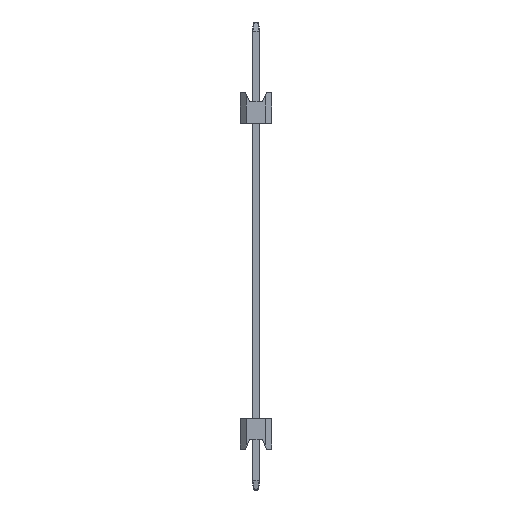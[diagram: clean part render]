
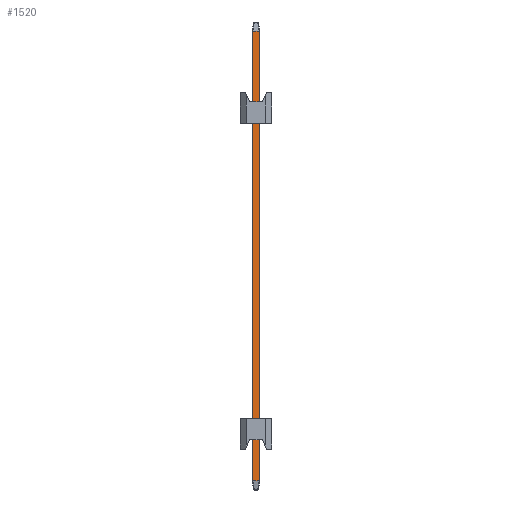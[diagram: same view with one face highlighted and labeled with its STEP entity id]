
A CAD part, left-side view. The second image highlights one B-rep face of the part: STEP entity #1520.
In plain terms, the highlighted planar face has unit normal (-1, 0, 0).
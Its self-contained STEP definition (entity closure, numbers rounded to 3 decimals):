
#450=FACE_OUTER_BOUND('',#514,.T.);
#514=EDGE_LOOP('',(#1259,#1260,#1261,#1262,#1263,#1264,#1265,#1266));
#565=LINE('',#2310,#721);
#574=LINE('',#2328,#730);
#604=LINE('',#2383,#760);
#617=LINE('',#2410,#773);
#620=LINE('',#2416,#776);
#623=LINE('',#2422,#779);
#639=LINE('',#2449,#795);
#640=LINE('',#2451,#796);
#721=VECTOR('',#1812,10.);
#730=VECTOR('',#1825,10.);
#760=VECTOR('',#1875,10.);
#773=VECTOR('',#1896,10.);
#776=VECTOR('',#1901,10.);
#779=VECTOR('',#1906,10.);
#795=VECTOR('',#1940,10.);
#796=VECTOR('',#1943,10.);
#875=VERTEX_POINT('',#2308);
#876=VERTEX_POINT('',#2309);
#883=VERTEX_POINT('',#2326);
#897=VERTEX_POINT('',#2378);
#905=VERTEX_POINT('',#2402);
#908=VERTEX_POINT('',#2408);
#910=VERTEX_POINT('',#2414);
#912=VERTEX_POINT('',#2420);
#973=EDGE_CURVE('',#875,#876,#565,.T.);
#982=EDGE_CURVE('',#883,#875,#574,.T.);
#1012=EDGE_CURVE('',#876,#897,#604,.T.);
#1025=EDGE_CURVE('',#908,#905,#617,.T.);
#1028=EDGE_CURVE('',#910,#908,#620,.T.);
#1031=EDGE_CURVE('',#912,#910,#623,.T.);
#1047=EDGE_CURVE('',#905,#883,#639,.T.);
#1048=EDGE_CURVE('',#897,#912,#640,.T.);
#1259=ORIENTED_EDGE('',*,*,#1012,.F.);
#1260=ORIENTED_EDGE('',*,*,#973,.F.);
#1261=ORIENTED_EDGE('',*,*,#982,.F.);
#1262=ORIENTED_EDGE('',*,*,#1047,.F.);
#1263=ORIENTED_EDGE('',*,*,#1025,.F.);
#1264=ORIENTED_EDGE('',*,*,#1028,.F.);
#1265=ORIENTED_EDGE('',*,*,#1031,.F.);
#1266=ORIENTED_EDGE('',*,*,#1048,.F.);
#1456=PLANE('',#1647);
#1520=ADVANCED_FACE('',(#450),#1456,.T.);
#1647=AXIS2_PLACEMENT_3D('',#2450,#1941,#1942);
#1812=DIRECTION('',(0.,0.,-1.));
#1825=DIRECTION('',(0.,-0.371,-0.928));
#1875=DIRECTION('',(0.,0.371,-0.928));
#1896=DIRECTION('',(0.,-0.371,0.928));
#1901=DIRECTION('',(0.,0.,1.));
#1906=DIRECTION('',(0.,0.371,0.928));
#1940=DIRECTION('',(0.,-1.,0.));
#1941=DIRECTION('center_axis',(-1.,0.,0.));
#1942=DIRECTION('ref_axis',(0.,-1.,0.));
#1943=DIRECTION('',(0.,1.,0.));
#2308=CARTESIAN_POINT('',(-0.32,-0.27,33.748));
#2309=CARTESIAN_POINT('',(-0.32,-0.27,-2.548));
#2310=CARTESIAN_POINT('',(-0.32,-0.27,0.));
#2326=CARTESIAN_POINT('',(-0.32,-0.269,33.75));
#2328=CARTESIAN_POINT('',(-0.32,-5.973,19.491));
#2378=CARTESIAN_POINT('',(-0.32,-0.269,-2.55));
#2383=CARTESIAN_POINT('',(-0.32,-0.593,-1.739));
#2402=CARTESIAN_POINT('',(-0.32,0.269,33.75));
#2408=CARTESIAN_POINT('',(-0.32,0.27,33.748));
#2410=CARTESIAN_POINT('',(-0.32,6.017,19.381));
#2414=CARTESIAN_POINT('',(-0.32,0.27,-2.548));
#2416=CARTESIAN_POINT('',(-0.32,0.27,0.));
#2420=CARTESIAN_POINT('',(-0.32,0.269,-2.55));
#2422=CARTESIAN_POINT('',(-0.32,0.637,-1.629));
#2449=CARTESIAN_POINT('',(-0.32,0.16,33.75));
#2450=CARTESIAN_POINT('Origin',(-0.32,0.32,0.));
#2451=CARTESIAN_POINT('',(-0.32,0.16,-2.55));
